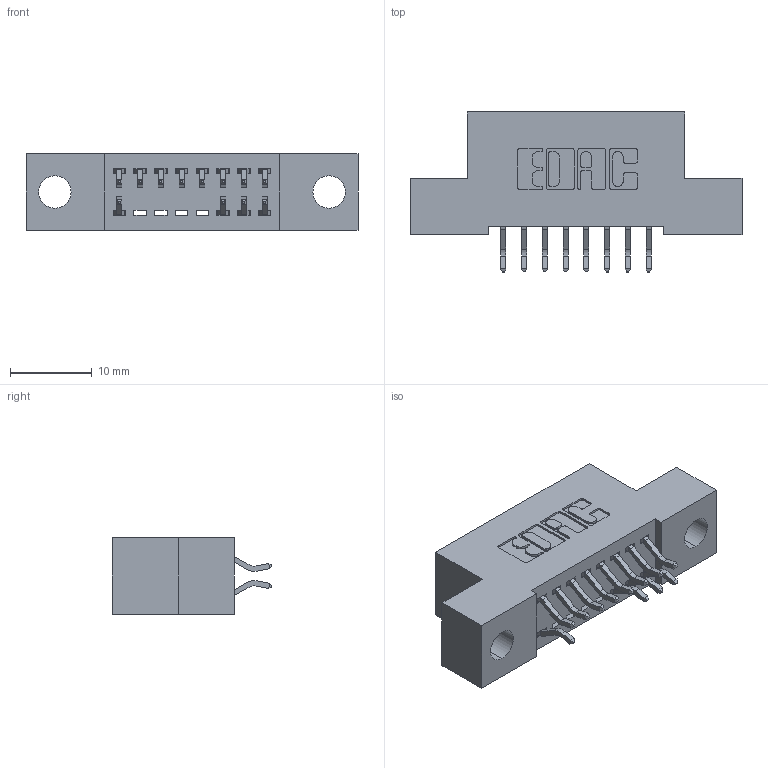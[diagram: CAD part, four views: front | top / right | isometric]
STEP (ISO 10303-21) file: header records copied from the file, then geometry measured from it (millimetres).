
FILE_DESCRIPTION (( 'STEP AP203' ), '1' );
FILE_NAME ('392-016-556-204.STEP', '2018-08-15T02:26:49', ( '' ), ( '' ), 'SwSTEP 2.0', 'SolidWorks 2016', '' );
FILE_SCHEMA (( 'CONFIG_CONTROL_DESIGN' ));
Length unit declared in the file: inch
Products named in the file (3): 342 Part_.156 TH; 345-292-001_556 Tail; 392-016-556-204
Assembly tree (13 placements, depth 2):
  392-016-556-204
    342 Part_.156 TH
    345-292-001_556 Tail  x12
Bounding box: 40.64 x 19.58 x 9.4 mm (x, y, z)
Volume: 3367.2 mm3; surface area: 4256.9 mm2
Topology: 13 solids, 13 shells, 830 faces, 2459 edges, 1622 vertices
Faces by surface type: plane 570, cylinder 260
Entity records: 9507 total; most frequent: CARTESIAN_POINT 1646, ORIENTED_EDGE 1574, DIRECTION 1451, EDGE_CURVE 787, VECTOR 651, LINE 651, VERTEX_POINT 522, AXIS2_PLACEMENT_3D 400
